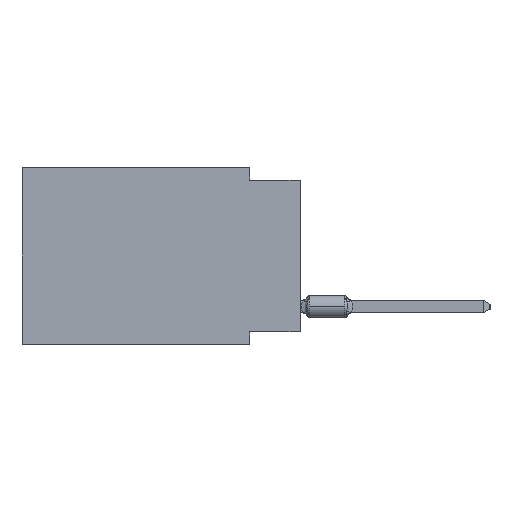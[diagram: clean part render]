
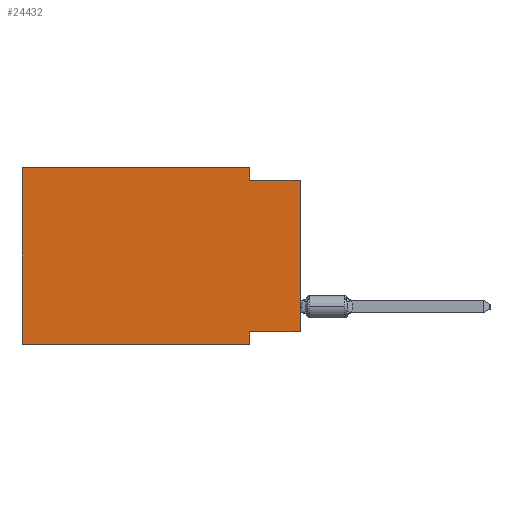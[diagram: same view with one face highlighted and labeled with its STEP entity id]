
A CAD part, left-side view. The second image highlights one B-rep face of the part: STEP entity #24432.
In plain terms, the highlighted planar face has unit normal (-1, 0, 0).
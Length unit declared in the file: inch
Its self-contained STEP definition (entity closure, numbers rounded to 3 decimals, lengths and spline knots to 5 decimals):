
#352 = VECTOR ( 'NONE', #23316, 39.37008 ) ;
#913 = CARTESIAN_POINT ( 'NONE',  ( 0., 0., -0.325 ) ) ;
#1025 = CARTESIAN_POINT ( 'NONE',  ( 0., 0.1, 0. ) ) ;
#1470 = VERTEX_POINT ( 'NONE', #44949 ) ;
#2030 = LINE ( 'NONE', #55458, #23291 ) ;
#2645 = ORIENTED_EDGE ( 'NONE', *, *, #56093, .F. ) ;
#3950 = CARTESIAN_POINT ( 'NONE',  ( 0., 0.55, 0. ) ) ;
#4438 = EDGE_CURVE ( 'NONE', #21219, #52414, #13502, .T. ) ;
#5499 = VERTEX_POINT ( 'NONE', #39549 ) ;
#7333 = EDGE_CURVE ( 'NONE', #21356, #1470, #7783, .T. ) ;
#7783 = LINE ( 'NONE', #12887, #21934 ) ;
#8401 = CARTESIAN_POINT ( 'NONE',  ( 0., 0., 0. ) ) ;
#8751 = DIRECTION ( 'NONE',  ( 0., 0., -1. ) ) ;
#9227 = LINE ( 'NONE', #19143, #352 ) ;
#9552 = VECTOR ( 'NONE', #59041, 39.37008 ) ;
#11474 = VECTOR ( 'NONE', #27592, 39.37008 ) ;
#12887 = CARTESIAN_POINT ( 'NONE',  ( 0., 0.1, -0.35 ) ) ;
#13502 = LINE ( 'NONE', #8401, #11474 ) ;
#15055 = CARTESIAN_POINT ( 'NONE',  ( 0., 0., -0.025 ) ) ;
#15854 = EDGE_CURVE ( 'NONE', #21219, #21356, #43028, .T. ) ;
#18594 = EDGE_CURVE ( 'NONE', #5499, #24536, #41658, .T. ) ;
#19032 = VECTOR ( 'NONE', #61793, 39.37008 ) ;
#19143 = CARTESIAN_POINT ( 'NONE',  ( 0., 0.55, -0.35 ) ) ;
#21219 = VERTEX_POINT ( 'NONE', #913 ) ;
#21356 = VERTEX_POINT ( 'NONE', #26778 ) ;
#21934 = VECTOR ( 'NONE', #32399, 39.37008 ) ;
#23291 = VECTOR ( 'NONE', #26038, 39.37008 ) ;
#23316 = DIRECTION ( 'NONE',  ( 0., -1., 0. ) ) ;
#24057 = ORIENTED_EDGE ( 'NONE', *, *, #7333, .F. ) ;
#24131 = DIRECTION ( 'NONE',  ( 0., 1., 0. ) ) ;
#24432 = ADVANCED_FACE ( 'NONE', ( #48083 ), #48719, .F. ) ;
#24536 = VERTEX_POINT ( 'NONE', #1025 ) ;
#24731 = EDGE_LOOP ( 'NONE', ( #60522, #2645, #31474, #37605, #59229, #25785, #24057, #41751 ) ) ;
#24799 = CARTESIAN_POINT ( 'NONE',  ( 0., 0.1, 0. ) ) ;
#25785 = ORIENTED_EDGE ( 'NONE', *, *, #45873, .T. ) ;
#26038 = DIRECTION ( 'NONE',  ( 0., 0., 1. ) ) ;
#26778 = CARTESIAN_POINT ( 'NONE',  ( 0., 0.1, -0.325 ) ) ;
#27592 = DIRECTION ( 'NONE',  ( 0., 0., 1. ) ) ;
#28259 = DIRECTION ( 'NONE',  ( 1., 0., 0. ) ) ;
#28555 = VECTOR ( 'NONE', #48965, 39.37008 ) ;
#29906 = LINE ( 'NONE', #24799, #9552 ) ;
#31474 = ORIENTED_EDGE ( 'NONE', *, *, #62585, .F. ) ;
#32399 = DIRECTION ( 'NONE',  ( 0., 0., -1. ) ) ;
#32681 = VERTEX_POINT ( 'NONE', #35993 ) ;
#34449 = VECTOR ( 'NONE', #24131, 39.37008 ) ;
#35993 = CARTESIAN_POINT ( 'NONE',  ( 0., 0.1, -0.025 ) ) ;
#37605 = ORIENTED_EDGE ( 'NONE', *, *, #18594, .F. ) ;
#39549 = CARTESIAN_POINT ( 'NONE',  ( 0., 0.55, 0. ) ) ;
#41474 = CARTESIAN_POINT ( 'NONE',  ( 0., 0., -0.025 ) ) ;
#41658 = LINE ( 'NONE', #57013, #19032 ) ;
#41751 = ORIENTED_EDGE ( 'NONE', *, *, #15854, .F. ) ;
#43028 = LINE ( 'NONE', #43953, #34449 ) ;
#43953 = CARTESIAN_POINT ( 'NONE',  ( 0., 0., -0.325 ) ) ;
#44155 = LINE ( 'NONE', #15055, #28555 ) ;
#44949 = CARTESIAN_POINT ( 'NONE',  ( 0., 0.1, -0.35 ) ) ;
#45873 = EDGE_CURVE ( 'NONE', #56308, #1470, #9227, .T. ) ;
#48083 = FACE_OUTER_BOUND ( 'NONE', #24731, .T. ) ;
#48719 = PLANE ( 'NONE',  #50049 ) ;
#48965 = DIRECTION ( 'NONE',  ( 0., -1., 0. ) ) ;
#50049 = AXIS2_PLACEMENT_3D ( 'NONE', #3950, #28259, #8751 ) ;
#52414 = VERTEX_POINT ( 'NONE', #41474 ) ;
#52770 = EDGE_CURVE ( 'NONE', #56308, #5499, #2030, .T. ) ;
#55458 = CARTESIAN_POINT ( 'NONE',  ( 0., 0.55, 0. ) ) ;
#56093 = EDGE_CURVE ( 'NONE', #32681, #52414, #44155, .T. ) ;
#56308 = VERTEX_POINT ( 'NONE', #62338 ) ;
#57013 = CARTESIAN_POINT ( 'NONE',  ( 0., 0.55, 0. ) ) ;
#59041 = DIRECTION ( 'NONE',  ( 0., 0., -1. ) ) ;
#59229 = ORIENTED_EDGE ( 'NONE', *, *, #52770, .F. ) ;
#60522 = ORIENTED_EDGE ( 'NONE', *, *, #4438, .T. ) ;
#61793 = DIRECTION ( 'NONE',  ( 0., -1., 0. ) ) ;
#62338 = CARTESIAN_POINT ( 'NONE',  ( 0., 0.55, -0.35 ) ) ;
#62585 = EDGE_CURVE ( 'NONE', #24536, #32681, #29906, .T. ) ;
